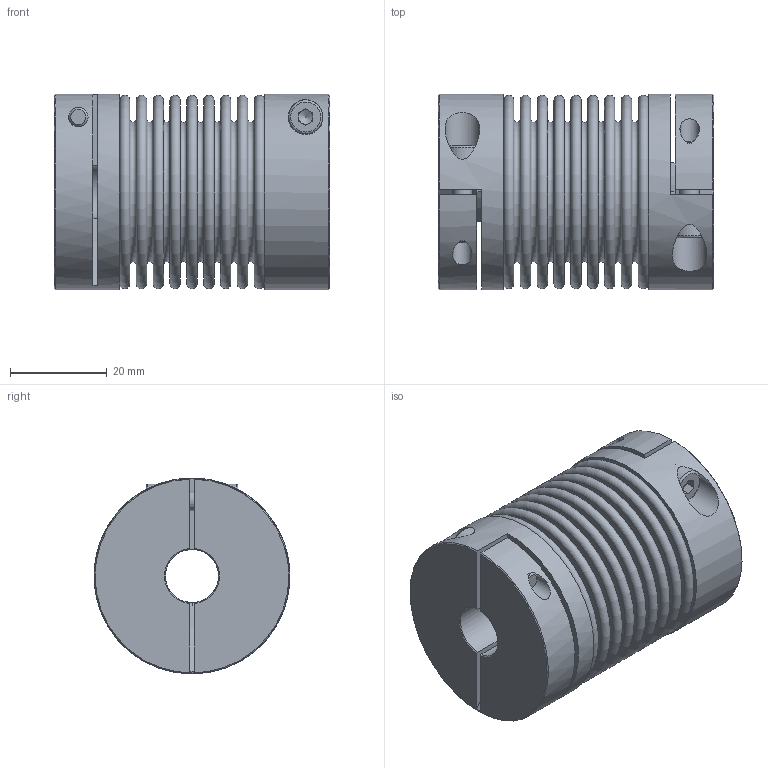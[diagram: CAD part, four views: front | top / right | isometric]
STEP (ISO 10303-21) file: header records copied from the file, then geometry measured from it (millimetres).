
FILE_DESCRIPTION(/* description */ ('STEP AP203'),/* implementation_level */ '2;1');
FILE_NAME(/* name */ 'KB2-100-57-11-12',/* time_stamp */ '2023-06-16T11:03:11+02:00',/* author */ ('License CC BY-ND 4.0'),/* organization */ ('CADENAS'),/* preprocessor_version */ 'ST-DEVELOPER v19.3',/* originating_system */ 'PARTsolutions',/* authorisation */ ' ');
FILE_SCHEMA (('CONFIG_CONTROL_DESIGN'));
Length unit declared in the file: millimetre
Products named in the file (1): KB2-100-57-11-12
Bounding box: 57 x 40.5 x 40.5 mm (x, y, z)
Volume: 32490.3 mm3; surface area: 36199 mm2
Topology: 1 solids, 1 shells, 151 faces, 303 edges, 198 vertices
Faces by surface type: plane 84, torus 36, cylinder 21, cone 10
Full cylindrical faces by diameter (mm): 4 x4, 4.2 x2, 7 x2, 7.2 x2, 11 x1, 12 x1, 30.1 x2, 40.5 x2
Entity records: 3710 total; most frequent: CARTESIAN_POINT 704, DIRECTION 656, ORIENTED_EDGE 470, AXIS2_PLACEMENT_3D 288, FACE_BOUND 259, EDGE_LOOP 257, EDGE_CURVE 235, VERTEX_POINT 188
